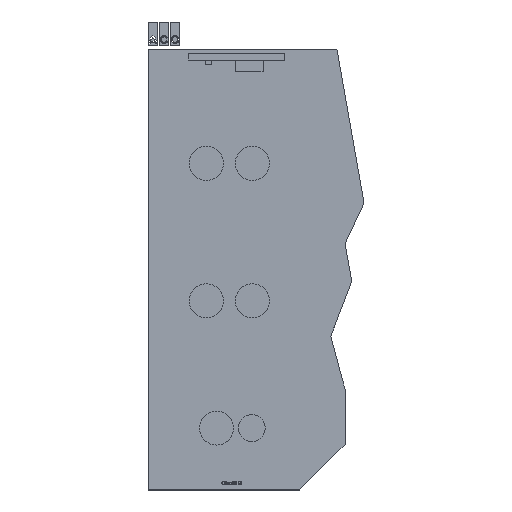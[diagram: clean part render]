
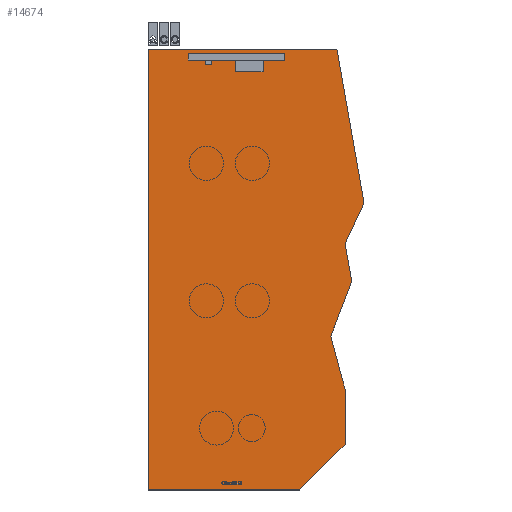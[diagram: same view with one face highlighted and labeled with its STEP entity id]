
A CAD part, top view. The second image highlights one B-rep face of the part: STEP entity #14674.
In plain terms, the highlighted planar face has unit normal (0, 0, 1).
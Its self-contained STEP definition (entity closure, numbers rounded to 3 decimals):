
#1780=FACE_OUTER_BOUND('',#2681,.T.);
#2681=EDGE_LOOP('',(#10741,#10742,#10743,#10744,#10745,#10746,#10747,#10748,
#10749,#10750,#10751));
#3947=LINE('',#25039,#5374);
#3948=LINE('',#25041,#5375);
#3949=LINE('',#25043,#5376);
#3950=LINE('',#25045,#5377);
#3951=LINE('',#25047,#5378);
#3952=LINE('',#25049,#5379);
#3953=LINE('',#25051,#5380);
#3954=LINE('',#25053,#5381);
#3955=LINE('',#25055,#5382);
#3956=LINE('',#25057,#5383);
#3957=LINE('',#25058,#5384);
#5374=VECTOR('',#20068,304.8);
#5375=VECTOR('',#20069,304.8);
#5376=VECTOR('',#20070,304.8);
#5377=VECTOR('',#20071,304.8);
#5378=VECTOR('',#20072,304.8);
#5379=VECTOR('',#20073,304.8);
#5380=VECTOR('',#20074,304.8);
#5381=VECTOR('',#20075,304.8);
#5382=VECTOR('',#20076,304.8);
#5383=VECTOR('',#20077,304.8);
#5384=VECTOR('',#20078,304.8);
#6617=VERTEX_POINT('',#25037);
#6618=VERTEX_POINT('',#25038);
#6619=VERTEX_POINT('',#25040);
#6620=VERTEX_POINT('',#25042);
#6621=VERTEX_POINT('',#25044);
#6622=VERTEX_POINT('',#25046);
#6623=VERTEX_POINT('',#25048);
#6624=VERTEX_POINT('',#25050);
#6625=VERTEX_POINT('',#25052);
#6626=VERTEX_POINT('',#25054);
#6627=VERTEX_POINT('',#25056);
#8119=EDGE_CURVE('',#6617,#6618,#3947,.T.);
#8120=EDGE_CURVE('',#6618,#6619,#3948,.T.);
#8121=EDGE_CURVE('',#6619,#6620,#3949,.T.);
#8122=EDGE_CURVE('',#6620,#6621,#3950,.T.);
#8123=EDGE_CURVE('',#6621,#6622,#3951,.T.);
#8124=EDGE_CURVE('',#6622,#6623,#3952,.T.);
#8125=EDGE_CURVE('',#6623,#6624,#3953,.T.);
#8126=EDGE_CURVE('',#6624,#6625,#3954,.T.);
#8127=EDGE_CURVE('',#6625,#6626,#3955,.T.);
#8128=EDGE_CURVE('',#6626,#6627,#3956,.T.);
#8129=EDGE_CURVE('',#6627,#6617,#3957,.T.);
#10741=ORIENTED_EDGE('',*,*,#8119,.T.);
#10742=ORIENTED_EDGE('',*,*,#8120,.T.);
#10743=ORIENTED_EDGE('',*,*,#8121,.T.);
#10744=ORIENTED_EDGE('',*,*,#8122,.T.);
#10745=ORIENTED_EDGE('',*,*,#8123,.T.);
#10746=ORIENTED_EDGE('',*,*,#8124,.T.);
#10747=ORIENTED_EDGE('',*,*,#8125,.T.);
#10748=ORIENTED_EDGE('',*,*,#8126,.T.);
#10749=ORIENTED_EDGE('',*,*,#8127,.T.);
#10750=ORIENTED_EDGE('',*,*,#8128,.T.);
#10751=ORIENTED_EDGE('',*,*,#8129,.T.);
#13973=PLANE('',#17606);
#14674=ADVANCED_FACE('',(#1780),#13973,.T.);
#17606=AXIS2_PLACEMENT_3D('',#25036,#20066,#20067);
#20066=DIRECTION('center_axis',(0.,0.,1.));
#20067=DIRECTION('ref_axis',(-0.174,0.985,0.));
#20068=DIRECTION('',(-1.,0.,0.));
#20069=DIRECTION('',(0.,-1.,0.));
#20070=DIRECTION('',(1.,0.,0.));
#20071=DIRECTION('',(0.707,0.707,0.));
#20072=DIRECTION('',(0.,1.,0.));
#20073=DIRECTION('',(-0.259,0.966,0.));
#20074=DIRECTION('',(-0.259,0.966,0.));
#20075=DIRECTION('',(0.358,0.934,0.));
#20076=DIRECTION('',(-0.174,0.985,0.));
#20077=DIRECTION('',(0.423,0.906,0.));
#20078=DIRECTION('',(-0.174,0.985,0.));
#25036=CARTESIAN_POINT('Origin',(-5811.063,4704.681,0.));
#25037=CARTESIAN_POINT('',(-6596.142,9157.081,0.));
#25038=CARTESIAN_POINT('',(-12089.883,9157.081,0.));
#25039=CARTESIAN_POINT('',(-6596.142,9157.081,0.));
#25040=CARTESIAN_POINT('',(-12089.883,-3642.919,0.));
#25041=CARTESIAN_POINT('',(-12089.883,9157.081,0.));
#25042=CARTESIAN_POINT('',(-7690.746,-3642.919,0.));
#25043=CARTESIAN_POINT('',(-12089.883,-3642.919,0.));
#25044=CARTESIAN_POINT('',(-6360.467,-2312.64,0.));
#25045=CARTESIAN_POINT('',(-7690.746,-3642.919,0.));
#25046=CARTESIAN_POINT('',(-6360.467,-712.64,0.));
#25047=CARTESIAN_POINT('',(-6360.467,-2312.64,0.));
#25048=CARTESIAN_POINT('',(-6515.758,-133.084,0.));
#25049=CARTESIAN_POINT('',(-6360.467,-712.64,0.));
#25050=CARTESIAN_POINT('',(-6774.578,832.841,0.));
#25051=CARTESIAN_POINT('',(-6515.758,-133.084,0.));
#25052=CARTESIAN_POINT('',(-6165.352,2419.928,0.));
#25053=CARTESIAN_POINT('',(-6774.578,832.841,0.));
#25054=CARTESIAN_POINT('',(-6360.467,3526.48,0.));
#25055=CARTESIAN_POINT('',(-6165.352,2419.928,0.));
#25056=CARTESIAN_POINT('',(-5811.063,4704.681,0.));
#25057=CARTESIAN_POINT('',(-6360.467,3526.48,0.));
#25058=CARTESIAN_POINT('',(-5811.063,4704.681,0.));
